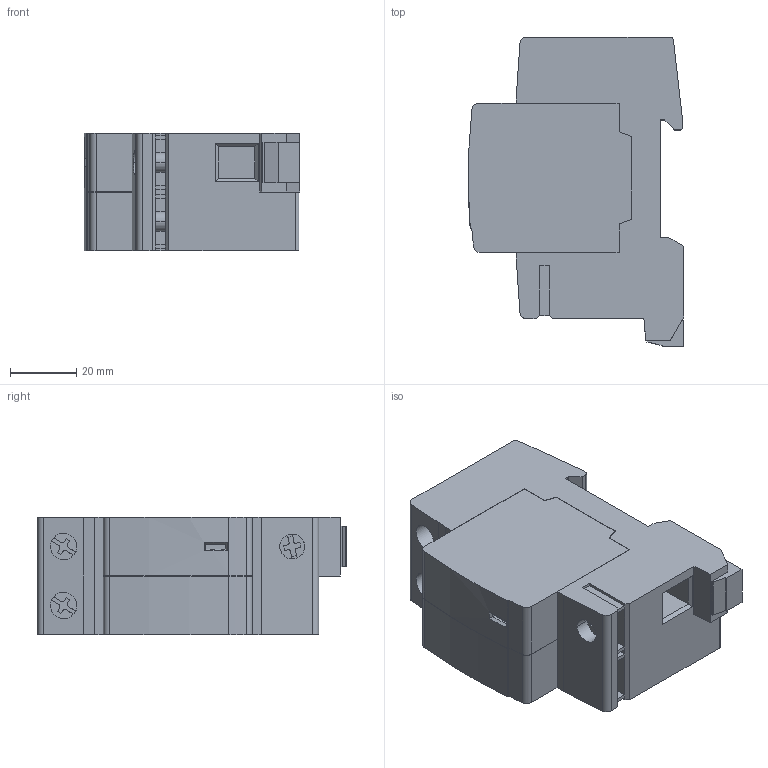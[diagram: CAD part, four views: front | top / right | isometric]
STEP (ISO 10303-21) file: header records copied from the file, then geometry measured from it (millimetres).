
FILE_DESCRIPTION((''),'2;1');
FILE_NAME('B80001200','2017-03-23T',('FRJEGUI'),(''),'CREO PARAMETRIC BY PTC INC, 2016380','CREO PARAMETRIC BY PTC INC, 2016380','');
FILE_SCHEMA(('CONFIG_CONTROL_DESIGN'));
Length unit declared in the file: millimetre
Products named in the file (1): B80001200
Bounding box: 64.97 x 93.5 x 35.6 mm (x, y, z)
Volume: 156367.1 mm3; surface area: 29682.9 mm2
Topology: 1 solids, 2 shells, 222 faces, 599 edges, 388 vertices
Faces by surface type: plane 174, cylinder 46, cone 2
Entity records: 7234 total; most frequent: CARTESIAN_POINT 1550, ORIENTED_EDGE 1198, DIRECTION 1133, EDGE_CURVE 599, VECTOR 485, LINE 485, VERTEX_POINT 388, AXIS2_PLACEMENT_3D 324
